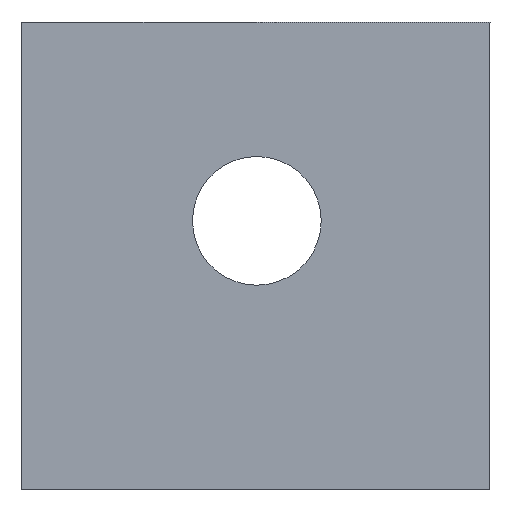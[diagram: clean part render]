
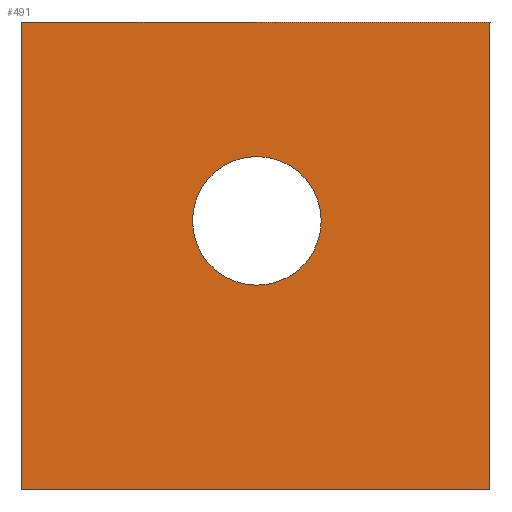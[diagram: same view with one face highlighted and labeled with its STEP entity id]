
A CAD part, front view. The second image highlights one B-rep face of the part: STEP entity #491.
In plain terms, the highlighted planar face has unit normal (0, -1, 0).
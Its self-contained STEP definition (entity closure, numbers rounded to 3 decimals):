
#17=FACE_BOUND('',#85,.T.);
#31=PLANE('',#552);
#56=FACE_OUTER_BOUND('',#84,.T.);
#84=EDGE_LOOP('',(#444,#445,#446,#447));
#85=EDGE_LOOP('',(#448));
#100=LINE('',#746,#147);
#109=LINE('',#766,#156);
#113=LINE('',#777,#160);
#131=LINE('',#826,#178);
#147=VECTOR('',#596,10.);
#156=VECTOR('',#611,10.);
#160=VECTOR('',#623,10.);
#178=VECTOR('',#677,10.);
#203=CIRCLE('',#553,2.75);
#221=VERTEX_POINT('',#743);
#222=VERTEX_POINT('',#745);
#230=VERTEX_POINT('',#764);
#233=VERTEX_POINT('',#776);
#249=VERTEX_POINT('',#838);
#270=EDGE_CURVE('',#222,#221,#100,.T.);
#281=EDGE_CURVE('',#221,#230,#109,.T.);
#286=EDGE_CURVE('',#233,#222,#113,.T.);
#312=EDGE_CURVE('',#230,#233,#131,.T.);
#317=EDGE_CURVE('',#249,#249,#203,.T.);
#444=ORIENTED_EDGE('',*,*,#312,.T.);
#445=ORIENTED_EDGE('',*,*,#286,.T.);
#446=ORIENTED_EDGE('',*,*,#270,.T.);
#447=ORIENTED_EDGE('',*,*,#281,.T.);
#448=ORIENTED_EDGE('',*,*,#317,.T.);
#491=ADVANCED_FACE('',(#56,#17),#31,.F.);
#552=AXIS2_PLACEMENT_3D('',#837,#692,#693);
#553=AXIS2_PLACEMENT_3D('',#839,#694,#695);
#596=DIRECTION('',(-1.,0.,0.));
#611=DIRECTION('',(0.,0.,-1.));
#623=DIRECTION('',(0.,0.,1.));
#677=DIRECTION('',(1.,0.,0.));
#692=DIRECTION('center_axis',(0.,1.,0.));
#693=DIRECTION('ref_axis',(1.,0.,0.));
#694=DIRECTION('center_axis',(0.,1.,0.));
#695=DIRECTION('ref_axis',(1.,0.,0.));
#743=CARTESIAN_POINT('',(0.,0.,20.));
#745=CARTESIAN_POINT('',(20.,0.,20.));
#746=CARTESIAN_POINT('',(20.,0.,20.));
#764=CARTESIAN_POINT('',(0.,0.,0.));
#766=CARTESIAN_POINT('',(0.,0.,20.));
#776=CARTESIAN_POINT('',(20.,0.,0.));
#777=CARTESIAN_POINT('',(20.,0.,3.));
#826=CARTESIAN_POINT('',(0.,0.,0.));
#837=CARTESIAN_POINT('Origin',(10.,0.,1.5));
#838=CARTESIAN_POINT('',(7.287,0.,11.5));
#839=CARTESIAN_POINT('Origin',(10.037,0.,11.5));
